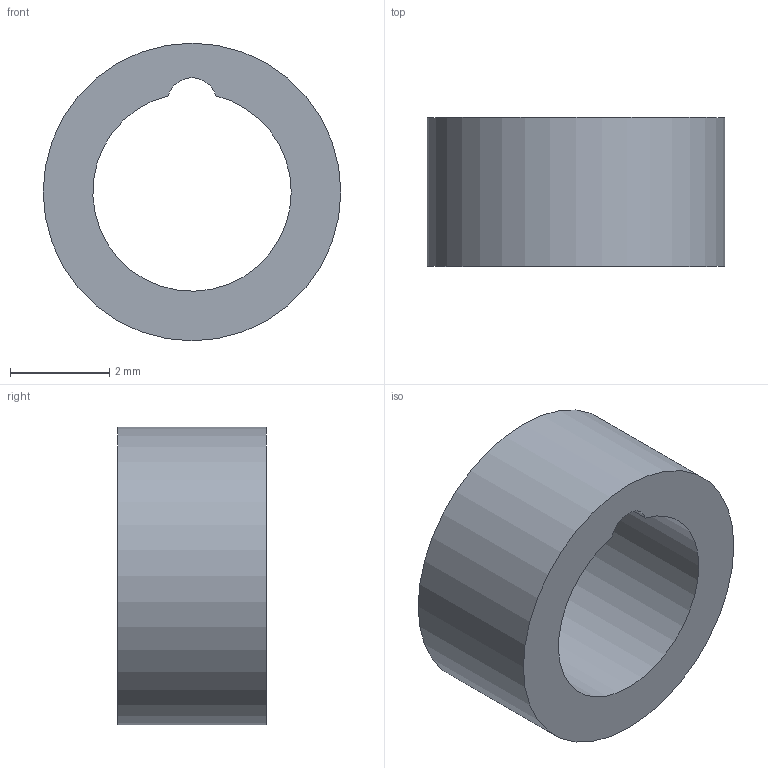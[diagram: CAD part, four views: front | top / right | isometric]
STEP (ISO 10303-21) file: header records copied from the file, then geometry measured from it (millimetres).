
FILE_DESCRIPTION(('FreeCAD Model'),'2;1');
FILE_NAME('m5-to-m4-bolt-hole.step','2020-05-09T13:43:26',('Author'),(''), 'Open CASCADE STEP processor 7.3','FreeCAD','Unknown');
FILE_SCHEMA(('AUTOMOTIVE_DESIGN { 1 0 10303 214 1 1 1 1 }'));
Length unit declared in the file: millimetre
Products named in the file (1): m5-to-m4-bolt-hole
Bounding box: 6 x 3 x 6 mm (x, y, z)
Volume: 46.5 mm3; surface area: 126.2 mm2
Topology: 1 solids, 1 shells, 5 faces, 11 edges, 8 vertices
Faces by surface type: cylinder 3, plane 2
Full cylindrical faces by diameter (mm): 6 x1
Entity records: 315 total; most frequent: DIRECTION 51, CARTESIAN_POINT 49, ORIENTED_EDGE 22, PCURVE 22, DEFINITIONAL_REPRESENTATION 22, CIRCLE 16, LINE 15, VECTOR 15
